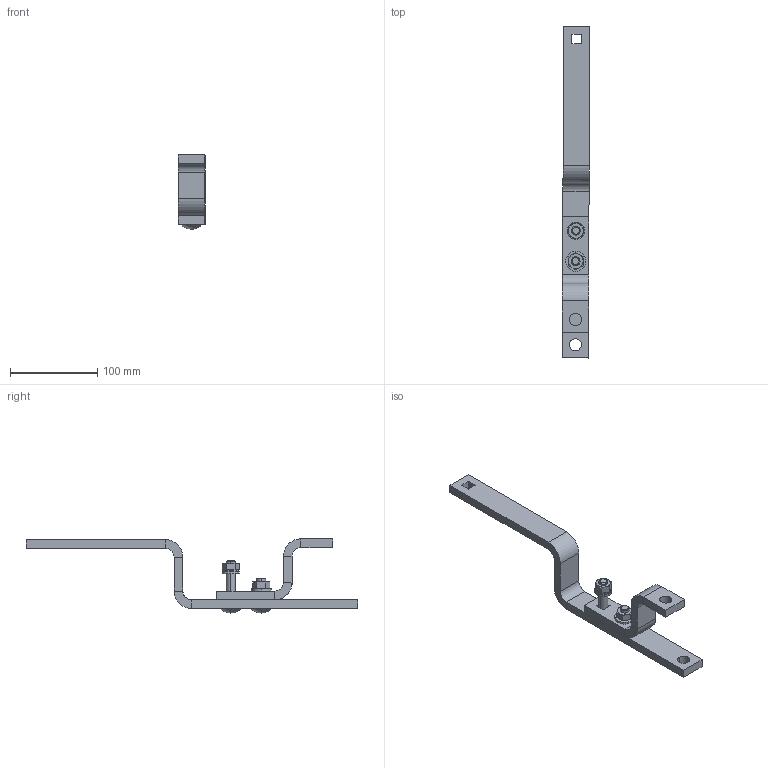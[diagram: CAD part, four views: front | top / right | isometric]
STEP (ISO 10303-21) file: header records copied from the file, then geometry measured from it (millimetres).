
FILE_DESCRIPTION(('STEP AP214'),'1');
FILE_NAME('cctmp_8DFA9E43-40E3-4EE9-8B68-78EC936238C0_2024_05_23_13_33_38_0050..stp','2024-05-23T11:33:38',('SIEMENS A&D'),('CADClick - www.CADClick.com'),'Spatial InterOp 3D',' ','unknown authorization');
FILE_SCHEMA(('AUTOMOTIVE_DESIGN'));
Length unit declared in the file: millimetre
Products named in the file (10): cc_unnamed; 2024_05_23_13_33_38_0035; 2024_05_23_13_33_38_0003; 2024_05_23_13_33_37_0972; 2024_05_23_13_33_37_0909; 2024_05_23_13_33_37_0878; 2024_05_23_13_33_37_0856; 2024_05_23_13_33_37_0816; 2024_05_23_13_33_37_0756; 2024_05_23_13_33_37_0722
Assembly tree (9 placements, depth 2):
  cc_unnamed
    2024_05_23_13_33_38_0035
    2024_05_23_13_33_38_0003
    2024_05_23_13_33_37_0972
    2024_05_23_13_33_37_0909
    2024_05_23_13_33_37_0878
    2024_05_23_13_33_37_0856
    2024_05_23_13_33_37_0816
    2024_05_23_13_33_37_0756
    2024_05_23_13_33_37_0722
Bounding box: 31.74 x 381.13 x 85.38 mm (x, y, z)
Volume: 189879.1 mm3; surface area: 61053.9 mm2
Topology: 9 solids, 9 shells, 160 faces, 354 edges, 218 vertices
Faces by surface type: plane 96, cylinder 36, cone 24, sphere 4
Entity records: 5981 total; most frequent: CARTESIAN_POINT 838, DIRECTION 774, ORIENTED_EDGE 708, EDGE_CURVE 354, AXIS2_PLACEMENT_3D 274, LINE 226, VECTOR 226, VERTEX_POINT 218
